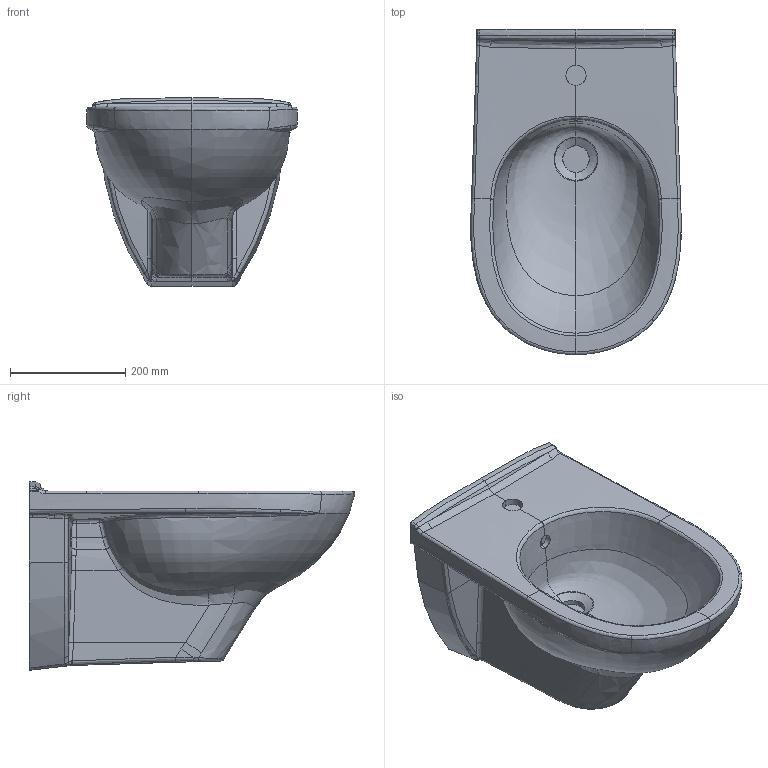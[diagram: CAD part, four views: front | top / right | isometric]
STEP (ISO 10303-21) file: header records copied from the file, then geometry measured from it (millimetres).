
FILE_DESCRIPTION(/* description */ (''),/* implementation_level */ '2;1');
FILE_NAME(/* name */ '546000_WBD_O.novo.stp',/* time_stamp */ '2019-03-12T13:50:15+01:00',/* author */ (''),/* organization */ (''),/* preprocessor_version */ 'ST-DEVELOPER v16',/* originating_system */ 'SIEMENS PLM Software NX 10.0',/* authorisation */ '');
FILE_SCHEMA (('AUTOMOTIVE_DESIGN { 1 0 10303 214 3 1 1 1 }'));
Length unit declared in the file: millimetre
Products named in the file (1): Sier17249EAD8oob
Bounding box: 365.91 x 564.9 x 327.18 mm (x, y, z)
Volume: 22159747.2 mm3; surface area: 803304.9 mm2
Topology: 1 solids, 1 shells, 178 faces, 432 edges, 250 vertices
Faces by surface type: bspline 146, cone 12, plane 8, cylinder 8, sphere 4
Full cylindrical faces by diameter (mm): 30 x2
Entity records: 25298 total; most frequent: CARTESIAN_POINT 22477, ORIENTED_EDGE 834, EDGE_CURVE 417, VERTEX_POINT 247, B_SPLINE_CURVE_WITH_KNOTS 234, DIRECTION 228, EDGE_LOOP 184, ADVANCED_FACE 178
